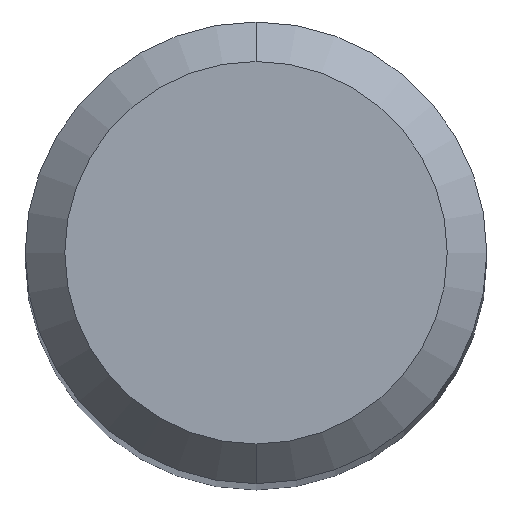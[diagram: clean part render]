
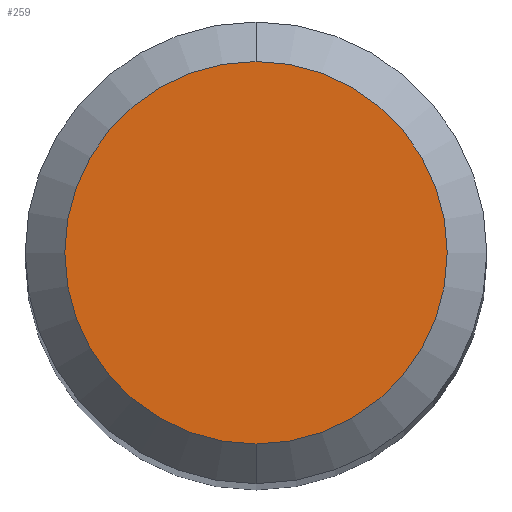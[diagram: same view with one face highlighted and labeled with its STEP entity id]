
A CAD part, top view. The second image highlights one B-rep face of the part: STEP entity #259.
In plain terms, the highlighted planar face has unit normal (0, 0, 1).
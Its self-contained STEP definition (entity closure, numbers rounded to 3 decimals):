
#147=EDGE_CURVE('',#235,#185,#378,.T.);
#185=VERTEX_POINT('',#423);
#235=VERTEX_POINT('',#480);
#259=ADVANCED_FACE('',(#505),#506,.T.);
#303=EDGE_CURVE('',#185,#235,#554,.T.);
#378=CIRCLE('',#635,1.45);
#423=CARTESIAN_POINT('',(0.,-1.45,0.0));
#480=CARTESIAN_POINT('',(0.0,1.45,0.0));
#505=FACE_OUTER_BOUND('',#797,.T.);
#506=PLANE('',#798);
#554=CIRCLE('',#867,1.45);
#635=AXIS2_PLACEMENT_3D('',#936,#937,#938);
#797=EDGE_LOOP('',(#1107,#1108));
#798=AXIS2_PLACEMENT_3D('',#1109,#1110,#1111);
#867=AXIS2_PLACEMENT_3D('',#1164,#1165,#1166);
#936=CARTESIAN_POINT('',(0.0,0.0,0.0));
#937=DIRECTION('',(0.0,0.0,-1.0));
#938=DIRECTION('',(0.0,1.0,0.0));
#1107=ORIENTED_EDGE('',*,*,#147,.F.);
#1108=ORIENTED_EDGE('',*,*,#303,.F.);
#1109=CARTESIAN_POINT('',(0.0,0.725,0.0));
#1110=DIRECTION('',(-0.0,0.0,1.0));
#1111=DIRECTION('',(0.0,-1.0,0.0));
#1164=CARTESIAN_POINT('',(0.0,0.0,0.0));
#1165=DIRECTION('',(0.0,0.0,-1.0));
#1166=DIRECTION('',(0.0,1.0,0.0));
